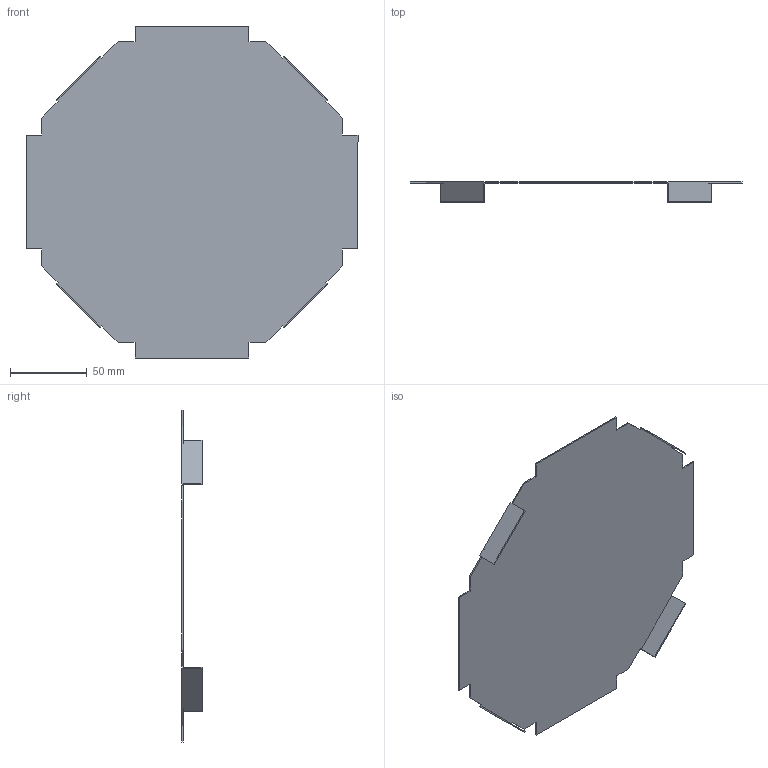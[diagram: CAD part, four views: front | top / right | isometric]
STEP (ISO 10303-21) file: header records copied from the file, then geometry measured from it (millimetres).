
FILE_DESCRIPTION (( 'STEP AP214' ), '1' );
FILE_NAME ('7027800.STEP', '2024-10-18T07:04:05', ( '' ), ( '' ), 'SwSTEP 2.0', 'SolidWorks 2022', '' );
FILE_SCHEMA (( 'AUTOMOTIVE_DESIGN' ));
Length unit declared in the file: millimetre
Products named in the file (1): 7027800
Bounding box: 215.6 x 13 x 215.6 mm (x, y, z)
Volume: 28852.9 mm3; surface area: 77584.6 mm2
Topology: 1 solids, 1 shells, 58 faces, 168 edges, 112 vertices
Faces by surface type: plane 58
Entity records: 2170 total; most frequent: CARTESIAN_POINT 339, ORIENTED_EDGE 336, DIRECTION 286, LINE 168, VECTOR 168, EDGE_CURVE 168, VERTEX_POINT 112, AXIS2_PLACEMENT_3D 59
